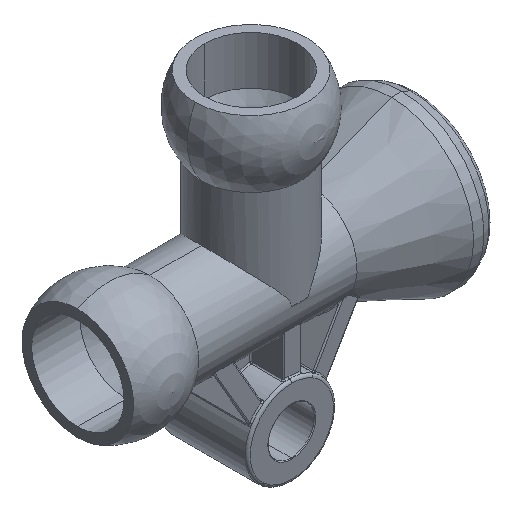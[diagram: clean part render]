
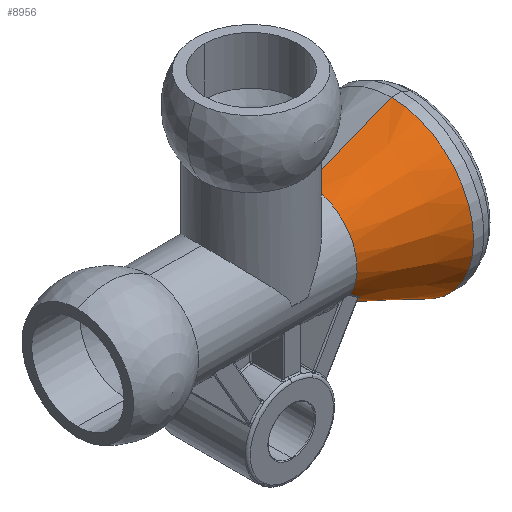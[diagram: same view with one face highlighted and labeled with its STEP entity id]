
A CAD part, isometric view. The second image highlights one B-rep face of the part: STEP entity #8956.
In plain terms, the highlighted conical face has half-angle 22 degrees and reference radius 8.128 mm.
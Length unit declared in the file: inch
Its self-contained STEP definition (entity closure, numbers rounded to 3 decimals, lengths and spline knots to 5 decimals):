
#6987 = DIRECTION ( 'NONE',  ( 0.927, 0., 0.375 ) ) ;
#6988 = VECTOR ( 'NONE', #6987, 39.37008 ) ;
#6989 = CARTESIAN_POINT ( 'NONE',  ( -0.105, 0., 0.32 ) ) ;
#6990 = LINE ( 'NONE', #6989, #6988 ) ;
#7024 = CARTESIAN_POINT ( 'NONE',  ( -0.42676, 0., 0.19 ) ) ;
#7046 = CARTESIAN_POINT ( 'NONE',  ( -0.105, 0., -0.32 ) ) ;
#7047 = CARTESIAN_POINT ( 'NONE',  ( -0.105, 0., 0.32 ) ) ;
#7132 = CARTESIAN_POINT ( 'NONE',  ( -0.42093, 0., -0.19236 ) ) ;
#7133 = DIRECTION ( 'NONE',  ( 0.927, 0., -0.375 ) ) ;
#7134 = VECTOR ( 'NONE', #7133, 39.37008 ) ;
#7135 = CARTESIAN_POINT ( 'NONE',  ( -0.105, 0., -0.32 ) ) ;
#7136 = LINE ( 'NONE', #7135, #7134 ) ;
#8941 = ORIENTED_EDGE ( 'NONE', *, *, #8942, .T. ) ;
#8942 = EDGE_CURVE ( 'NONE', #9021, #10426, #10864, .T. ) ;
#8943 = ORIENTED_EDGE ( 'NONE', *, *, #10425, .T. ) ;
#8956 = ADVANCED_FACE ( 'NONE', ( #10863 ), #10834, .T. ) ;
#8957 = EDGE_LOOP ( 'NONE', ( #8958, #8959, #9009, #9019, #8941, #8943, #9071 ) ) ;
#8958 = ORIENTED_EDGE ( 'NONE', *, *, #10383, .F. ) ;
#8959 = ORIENTED_EDGE ( 'NONE', *, *, #9029, .T. ) ;
#8981 = EDGE_CURVE ( 'NONE', #10384, #10386, #10947, .T. ) ;
#8985 = VERTEX_POINT ( 'NONE', #10967 ) ;
#9009 = ORIENTED_EDGE ( 'NONE', *, *, #9010, .T. ) ;
#9010 = EDGE_CURVE ( 'NONE', #8985, #9011, #11013, .T. ) ;
#9011 = VERTEX_POINT ( 'NONE', #11012 ) ;
#9019 = ORIENTED_EDGE ( 'NONE', *, *, #9020, .F. ) ;
#9020 = EDGE_CURVE ( 'NONE', #9021, #9011, #10980, .T. ) ;
#9021 = VERTEX_POINT ( 'NONE', #10940 ) ;
#9029 = EDGE_CURVE ( 'NONE', #10399, #8985, #11131, .T. ) ;
#9071 = ORIENTED_EDGE ( 'NONE', *, *, #8981, .F. ) ;
#10383 = EDGE_CURVE ( 'NONE', #10399, #10384, #6990, .T. ) ;
#10384 = VERTEX_POINT ( 'NONE', #7047 ) ;
#10386 = VERTEX_POINT ( 'NONE', #7046 ) ;
#10399 = VERTEX_POINT ( 'NONE', #7024 ) ;
#10425 = EDGE_CURVE ( 'NONE', #10426, #10386, #7136, .T. ) ;
#10426 = VERTEX_POINT ( 'NONE', #7132 ) ;
#10834 = CONICAL_SURFACE ( 'NONE', #10862, 0.32, 0.384 ) ;
#10835 = DIRECTION ( 'NONE',  ( 1., 0., 0. ) ) ;
#10857 = DIRECTION ( 'NONE',  ( 0., 0., -1. ) ) ;
#10860 = CARTESIAN_POINT ( 'NONE',  ( -0.105, 0., 0. ) ) ;
#10862 = AXIS2_PLACEMENT_3D ( 'NONE', #10860, #10835, #10857 ) ;
#10863 = FACE_OUTER_BOUND ( 'NONE', #8957, .T. ) ;
#10864 = B_SPLINE_CURVE_WITH_KNOTS ( 'NONE', 3,
 ( #10865, #10874, #10873, #10872, #10871, #10870, #10869, #10868, #10867, #10866 ),
 .UNSPECIFIED., .F., .F.,
 ( 4, 2, 2, 2, 4 ),
 ( 0., 0.00107, 0.00215, 0.00322, 0.0043 ),
 .UNSPECIFIED. ) ;
#10865 = CARTESIAN_POINT ( 'NONE',  ( -0.38893, -0.15158, -0.13844 ) ) ;
#10866 = CARTESIAN_POINT ( 'NONE',  ( -0.42093, 0., -0.19236 ) ) ;
#10867 = CARTESIAN_POINT ( 'NONE',  ( -0.42093, -0.0139, -0.19236 ) ) ;
#10868 = CARTESIAN_POINT ( 'NONE',  ( -0.42021, -0.02777, -0.19115 ) ) ;
#10869 = CARTESIAN_POINT ( 'NONE',  ( -0.4173, -0.05543, -0.18626 ) ) ;
#10870 = CARTESIAN_POINT ( 'NONE',  ( -0.41516, -0.06873, -0.18266 ) ) ;
#10871 = CARTESIAN_POINT ( 'NONE',  ( -0.40964, -0.09436, -0.17337 ) ) ;
#10872 = CARTESIAN_POINT ( 'NONE',  ( -0.40624, -0.10676, -0.16764 ) ) ;
#10873 = CARTESIAN_POINT ( 'NONE',  ( -0.39833, -0.13026, -0.1543 ) ) ;
#10874 = CARTESIAN_POINT ( 'NONE',  ( -0.39385, -0.1413, -0.14675 ) ) ;
#10940 = CARTESIAN_POINT ( 'NONE',  ( -0.38893, -0.15158, -0.13844 ) ) ;
#10942 = CARTESIAN_POINT ( 'NONE',  ( -0.39236, -0.16133, -0.12469 ) ) ;
#10947 = CIRCLE ( 'NONE', #10952, 0.32 ) ;
#10949 = DIRECTION ( 'NONE',  ( 0., 0., -1. ) ) ;
#10950 = DIRECTION ( 'NONE',  ( 1., 0., 0. ) ) ;
#10951 = CARTESIAN_POINT ( 'NONE',  ( -0.105, 0., 0. ) ) ;
#10952 = AXIS2_PLACEMENT_3D ( 'NONE', #10951, #10950, #10949 ) ;
#10967 = CARTESIAN_POINT ( 'NONE',  ( -0.42676, -0.16107, -0.10078 ) ) ;
#10980 = B_SPLINE_CURVE_WITH_KNOTS ( 'NONE', 3,
 ( #11024, #11023, #11022, #11021, #11020, #11019, #11018, #10942 ),
 .UNSPECIFIED., .F., .F.,
 ( 4, 2, 2, 4 ),
 ( 0., 0.00024, 0.00036, 0.00048 ),
 .UNSPECIFIED. ) ;
#11008 = CARTESIAN_POINT ( 'NONE',  ( -0.39236, -0.16133, -0.12469 ) ) ;
#11009 = CARTESIAN_POINT ( 'NONE',  ( -0.40406, -0.16125, -0.11706 ) ) ;
#11010 = CARTESIAN_POINT ( 'NONE',  ( -0.41558, -0.16116, -0.10915 ) ) ;
#11011 = CARTESIAN_POINT ( 'NONE',  ( -0.42676, -0.16107, -0.10078 ) ) ;
#11012 = CARTESIAN_POINT ( 'NONE',  ( -0.39236, -0.16133, -0.12469 ) ) ;
#11013 = B_SPLINE_CURVE_WITH_KNOTS ( 'NONE', 3,
 ( #11011, #11010, #11009, #11008 ),
 .UNSPECIFIED., .F., .F.,
 ( 4, 4 ),
 ( 0., 0.00106 ),
 .UNSPECIFIED. ) ;
#11018 = CARTESIAN_POINT ( 'NONE',  ( -0.39102, -0.16134, -0.12556 ) ) ;
#11019 = CARTESIAN_POINT ( 'NONE',  ( -0.38997, -0.16097, -0.12674 ) ) ;
#11020 = CARTESIAN_POINT ( 'NONE',  ( -0.38847, -0.15975, -0.12923 ) ) ;
#11021 = CARTESIAN_POINT ( 'NONE',  ( -0.38803, -0.15893, -0.13052 ) ) ;
#11022 = CARTESIAN_POINT ( 'NONE',  ( -0.38738, -0.15612, -0.1343 ) ) ;
#11023 = CARTESIAN_POINT ( 'NONE',  ( -0.38782, -0.15388, -0.13658 ) ) ;
#11024 = CARTESIAN_POINT ( 'NONE',  ( -0.38893, -0.15158, -0.13844 ) ) ;
#11127 = DIRECTION ( 'NONE',  ( 0., 0., -1. ) ) ;
#11128 = DIRECTION ( 'NONE',  ( 1., 0., 0. ) ) ;
#11129 = CARTESIAN_POINT ( 'NONE',  ( -0.42676, 0., 0. ) ) ;
#11130 = AXIS2_PLACEMENT_3D ( 'NONE', #11129, #11128, #11127 ) ;
#11131 = CIRCLE ( 'NONE', #11130, 0.19 ) ;
